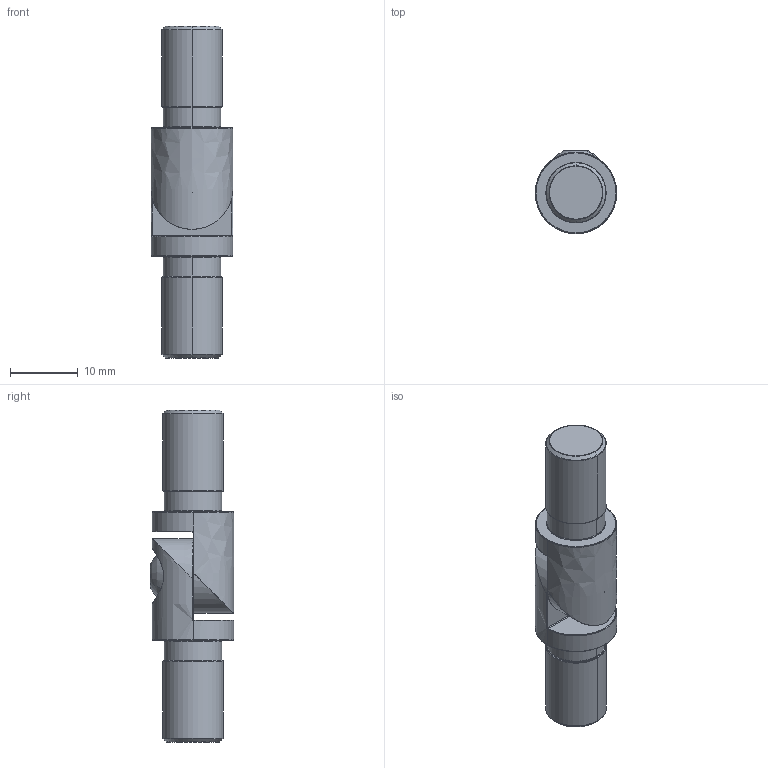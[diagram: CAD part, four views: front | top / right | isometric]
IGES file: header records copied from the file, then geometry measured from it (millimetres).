
Start section: SolidWorks IGES file using analytic representation for surfaces
Global section: file name: 50428-240-GL.igs; native system: SolidWorks 2018; preprocessor: SolidWorks 2018; author: Christian; date: 210602.115307; units: millimetre
Bounding box: 12 x 12.3 x 49 mm (x, y, z)
Surface area: 2518.3 mm2 (no closed solid volume)
Topology: 0 solids, 0 shells, 275 faces, 3070 edges, 3038 vertices
Faces by surface type: bspline 148, revolution 127
